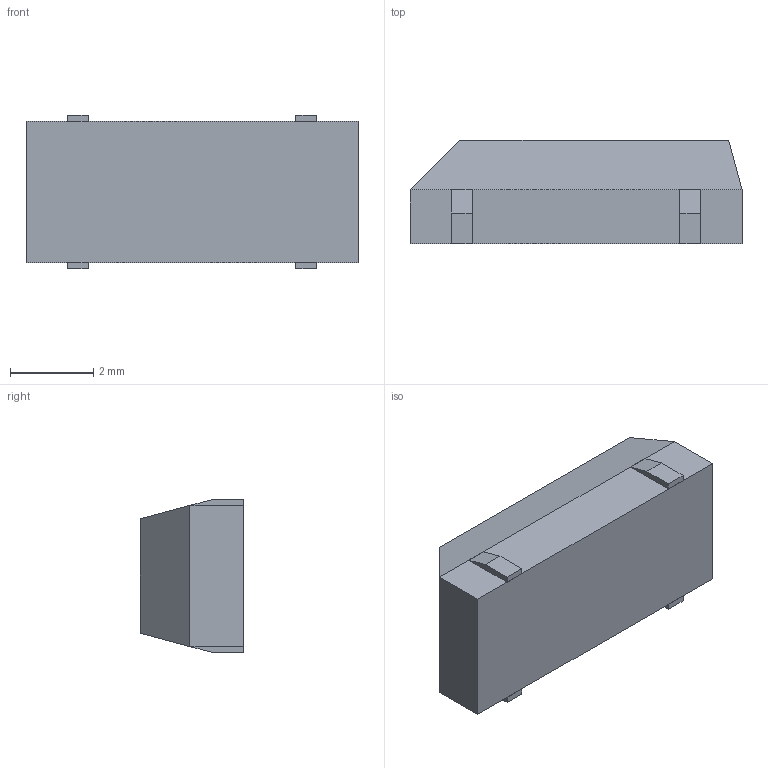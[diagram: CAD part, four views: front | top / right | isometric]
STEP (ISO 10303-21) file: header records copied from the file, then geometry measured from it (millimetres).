
FILE_DESCRIPTION (( 'STEP AP214' ), '1' );
FILE_NAME ('User Library-KX-327S.STEP', '2016-03-08T16:31:40', ( 'Windows User' ), ( '' ), 'SwSTEP 2.0', 'SolidWorks 2016', '' );
FILE_SCHEMA (( 'AUTOMOTIVE_DESIGN' ));
Length unit declared in the file: millimetre
Products named in the file (1): User Library-KX-327S
Bounding box: 8 x 2.5 x 3.7 mm (x, y, z)
Volume: 62.5 mm3; surface area: 108.5 mm2
Topology: 5 solids, 5 shells, 34 faces, 68 edges, 44 vertices
Faces by surface type: plane 34
Entity records: 1062 total; most frequent: CARTESIAN_POINT 147, DIRECTION 138, ORIENTED_EDGE 136, EDGE_CURVE 68, LINE 68, VECTOR 68, VERTEX_POINT 44, AXIS2_PLACEMENT_3D 35
